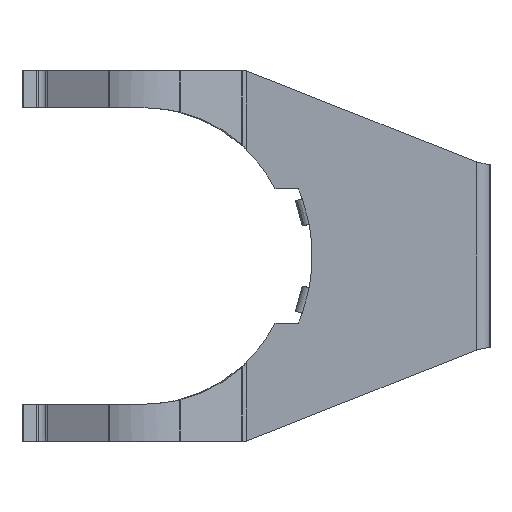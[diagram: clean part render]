
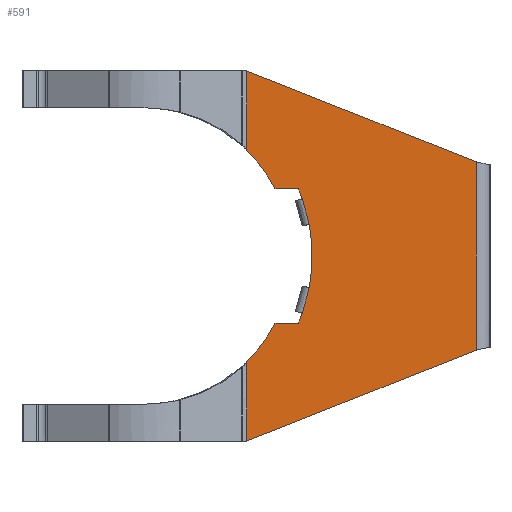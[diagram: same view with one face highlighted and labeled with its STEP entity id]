
A CAD part, left-side view. The second image highlights one B-rep face of the part: STEP entity #591.
In plain terms, the highlighted free-form (B-spline) face has degree [1, 1] with [2, 2] control points.
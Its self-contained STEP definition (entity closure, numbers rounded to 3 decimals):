
#426 = VERTEX_POINT('',#427);
#427 = CARTESIAN_POINT('',(-43.537,1.029,
    -9.157));
#503 = VERTEX_POINT('',#504);
#504 = CARTESIAN_POINT('',(-43.537,1.029,9.157
    ));
#579 = EDGE_CURVE('',#503,#426,#580,.T.);
#580 = B_SPLINE_CURVE_WITH_KNOTS('',1,(#581,#582),.UNSPECIFIED.,.F.,.F.,
  (2,2),(-17.793,0.),.PIECEWISE_BEZIER_KNOTS.);
#581 = CARTESIAN_POINT('',(-43.537,1.029,9.157
    ));
#582 = CARTESIAN_POINT('',(-43.537,1.029,
    -9.157));
#591 = ADVANCED_FACE('',(#592),#691,.F.);
#592 = FACE_BOUND('',#593,.T.);
#593 = EDGE_LOOP('',(#594,#603,#611,#619,#627,#635,#643,#650,#658,#665,
    #670,#671,#678,#685));
#594 = ORIENTED_EDGE('',*,*,#595,.F.);
#595 = EDGE_CURVE('',#596,#598,#600,.T.);
#596 = VERTEX_POINT('',#597);
#597 = CARTESIAN_POINT('',(-43.537,18.334,
    6.533));
#598 = VERTEX_POINT('',#599);
#599 = CARTESIAN_POINT('',(-43.537,20.607,
    6.533));
#600 = B_SPLINE_CURVE_WITH_KNOTS('',1,(#601,#602),.UNSPECIFIED.,.F.,.F.,
  (2,2),(17.813,20.022),.PIECEWISE_BEZIER_KNOTS.);
#601 = CARTESIAN_POINT('',(-43.537,18.334,
    6.533));
#602 = CARTESIAN_POINT('',(-43.537,20.607,
    6.533));
#603 = ORIENTED_EDGE('',*,*,#604,.T.);
#604 = EDGE_CURVE('',#596,#605,#607,.T.);
#605 = VERTEX_POINT('',#606);
#606 = CARTESIAN_POINT('',(-43.537,17.953,5.57
    ));
#607 = ( BOUNDED_CURVE() B_SPLINE_CURVE(2,(#608,#609,#610),
.UNSPECIFIED.,.F.,.F.) B_SPLINE_CURVE_WITH_KNOTS((3,3),(2.734,
2.797),.PIECEWISE_BEZIER_KNOTS.) CURVE() 
GEOMETRIC_REPRESENTATION_ITEM() RATIONAL_B_SPLINE_CURVE((1.,
1.,1.)) REPRESENTATION_ITEM('') );
#608 = CARTESIAN_POINT('',(-43.537,18.334,
    6.533));
#609 = CARTESIAN_POINT('',(-43.537,18.128,
    6.058));
#610 = CARTESIAN_POINT('',(-43.537,17.953,5.57
    ));
#611 = ORIENTED_EDGE('',*,*,#612,.T.);
#612 = EDGE_CURVE('',#605,#613,#615,.T.);
#613 = VERTEX_POINT('',#614);
#614 = CARTESIAN_POINT('',(-43.537,17.275,
    3.088));
#615 = ( BOUNDED_CURVE() B_SPLINE_CURVE(2,(#616,#617,#618),
.UNSPECIFIED.,.F.,.F.) B_SPLINE_CURVE_WITH_KNOTS((3,3),(2.797,
2.953),.PIECEWISE_BEZIER_KNOTS.) CURVE() 
GEOMETRIC_REPRESENTATION_ITEM() RATIONAL_B_SPLINE_CURVE((1.,
0.997,1.)) REPRESENTATION_ITEM('') );
#616 = CARTESIAN_POINT('',(-43.537,17.953,5.57
    ));
#617 = CARTESIAN_POINT('',(-43.537,17.517,
    4.355));
#618 = CARTESIAN_POINT('',(-43.537,17.275,
    3.088));
#619 = ORIENTED_EDGE('',*,*,#620,.T.);
#620 = EDGE_CURVE('',#613,#621,#623,.T.);
#621 = VERTEX_POINT('',#622);
#622 = CARTESIAN_POINT('',(-43.537,17.275,
    -3.088));
#623 = ( BOUNDED_CURVE() B_SPLINE_CURVE(2,(#624,#625,#626),
.UNSPECIFIED.,.F.,.F.) B_SPLINE_CURVE_WITH_KNOTS((3,3),(2.953,
3.33),.PIECEWISE_BEZIER_KNOTS.) CURVE() 
GEOMETRIC_REPRESENTATION_ITEM() RATIONAL_B_SPLINE_CURVE((1.,
0.982,1.)) REPRESENTATION_ITEM('') );
#624 = CARTESIAN_POINT('',(-43.537,17.275,
    3.088));
#625 = CARTESIAN_POINT('',(-43.537,16.685,
    0.));
#626 = CARTESIAN_POINT('',(-43.537,17.275,
    -3.088));
#627 = ORIENTED_EDGE('',*,*,#628,.T.);
#628 = EDGE_CURVE('',#621,#629,#631,.T.);
#629 = VERTEX_POINT('',#630);
#630 = CARTESIAN_POINT('',(-43.537,17.953,
    -5.57));
#631 = ( BOUNDED_CURVE() B_SPLINE_CURVE(2,(#632,#633,#634),
.UNSPECIFIED.,.F.,.F.) B_SPLINE_CURVE_WITH_KNOTS((3,3),(3.33,
3.487),.PIECEWISE_BEZIER_KNOTS.) CURVE() 
GEOMETRIC_REPRESENTATION_ITEM() RATIONAL_B_SPLINE_CURVE((1.,
0.997,1.)) REPRESENTATION_ITEM('') );
#632 = CARTESIAN_POINT('',(-43.537,17.275,
    -3.088));
#633 = CARTESIAN_POINT('',(-43.537,17.517,
    -4.355));
#634 = CARTESIAN_POINT('',(-43.537,17.953,
    -5.57));
#635 = ORIENTED_EDGE('',*,*,#636,.F.);
#636 = EDGE_CURVE('',#637,#629,#639,.T.);
#637 = VERTEX_POINT('',#638);
#638 = CARTESIAN_POINT('',(-43.537,18.334,
    -6.533));
#639 = ( BOUNDED_CURVE() B_SPLINE_CURVE(2,(#640,#641,#642),
.UNSPECIFIED.,.F.,.F.) B_SPLINE_CURVE_WITH_KNOTS((3,3),(2.734,
2.797),.PIECEWISE_BEZIER_KNOTS.) CURVE() 
GEOMETRIC_REPRESENTATION_ITEM() RATIONAL_B_SPLINE_CURVE((1.,
1.,1.)) REPRESENTATION_ITEM('') );
#640 = CARTESIAN_POINT('',(-43.537,18.334,
    -6.533));
#641 = CARTESIAN_POINT('',(-43.537,18.128,
    -6.058));
#642 = CARTESIAN_POINT('',(-43.537,17.953,
    -5.57));
#643 = ORIENTED_EDGE('',*,*,#644,.T.);
#644 = EDGE_CURVE('',#637,#645,#647,.T.);
#645 = VERTEX_POINT('',#646);
#646 = CARTESIAN_POINT('',(-43.537,20.607,
    -6.533));
#647 = B_SPLINE_CURVE_WITH_KNOTS('',1,(#648,#649),.UNSPECIFIED.,.F.,.F.,
  (2,2),(17.813,20.022),.PIECEWISE_BEZIER_KNOTS.);
#648 = CARTESIAN_POINT('',(-43.537,18.334,
    -6.533));
#649 = CARTESIAN_POINT('',(-43.537,20.607,
    -6.533));
#650 = ORIENTED_EDGE('',*,*,#651,.T.);
#651 = EDGE_CURVE('',#645,#652,#654,.T.);
#652 = VERTEX_POINT('',#653);
#653 = CARTESIAN_POINT('',(-43.537,23.364,
    -10.29));
#654 = ( BOUNDED_CURVE() B_SPLINE_CURVE(2,(#655,#656,#657),
.UNSPECIFIED.,.F.,.F.) B_SPLINE_CURVE_WITH_KNOTS((3,3),(3.612,
3.937),.PIECEWISE_BEZIER_KNOTS.) CURVE() 
GEOMETRIC_REPRESENTATION_ITEM() RATIONAL_B_SPLINE_CURVE((1.,
0.987,1.)) REPRESENTATION_ITEM('') );
#655 = CARTESIAN_POINT('',(-43.537,20.607,
    -6.533));
#656 = CARTESIAN_POINT('',(-43.537,21.678,
    -8.638));
#657 = CARTESIAN_POINT('',(-43.537,23.364,
    -10.29));
#658 = ORIENTED_EDGE('',*,*,#659,.T.);
#659 = EDGE_CURVE('',#652,#660,#662,.T.);
#660 = VERTEX_POINT('',#661);
#661 = CARTESIAN_POINT('',(-43.537,23.364,
    -18.012));
#662 = B_SPLINE_CURVE_WITH_KNOTS('',1,(#663,#664),.UNSPECIFIED.,.F.,.F.,
  (2,2),(9.998,17.5),.PIECEWISE_BEZIER_KNOTS.);
#663 = CARTESIAN_POINT('',(-43.537,23.364,
    -10.29));
#664 = CARTESIAN_POINT('',(-43.537,23.364,
    -18.012));
#665 = ORIENTED_EDGE('',*,*,#666,.T.);
#666 = EDGE_CURVE('',#660,#426,#667,.T.);
#667 = B_SPLINE_CURVE_WITH_KNOTS('',1,(#668,#669),.UNSPECIFIED.,.F.,.F.,
  (2,2),(-27.552,-4.209),.PIECEWISE_BEZIER_KNOTS.);
#668 = CARTESIAN_POINT('',(-43.537,23.364,
    -18.012));
#669 = CARTESIAN_POINT('',(-43.537,1.029,
    -9.157));
#670 = ORIENTED_EDGE('',*,*,#579,.F.);
#671 = ORIENTED_EDGE('',*,*,#672,.T.);
#672 = EDGE_CURVE('',#503,#673,#675,.T.);
#673 = VERTEX_POINT('',#674);
#674 = CARTESIAN_POINT('',(-43.537,23.364,
    18.012));
#675 = B_SPLINE_CURVE_WITH_KNOTS('',1,(#676,#677),.UNSPECIFIED.,.F.,.F.,
  (2,2),(4.209,27.552),.PIECEWISE_BEZIER_KNOTS.);
#676 = CARTESIAN_POINT('',(-43.537,1.029,9.157
    ));
#677 = CARTESIAN_POINT('',(-43.537,23.364,
    18.012));
#678 = ORIENTED_EDGE('',*,*,#679,.T.);
#679 = EDGE_CURVE('',#673,#680,#682,.T.);
#680 = VERTEX_POINT('',#681);
#681 = CARTESIAN_POINT('',(-43.537,23.364,
    10.29));
#682 = B_SPLINE_CURVE_WITH_KNOTS('',1,(#683,#684),.UNSPECIFIED.,.F.,.F.,
  (2,2),(-17.5,-9.998),.PIECEWISE_BEZIER_KNOTS.);
#683 = CARTESIAN_POINT('',(-43.537,23.364,
    18.012));
#684 = CARTESIAN_POINT('',(-43.537,23.364,
    10.29));
#685 = ORIENTED_EDGE('',*,*,#686,.T.);
#686 = EDGE_CURVE('',#680,#598,#687,.T.);
#687 = ( BOUNDED_CURVE() B_SPLINE_CURVE(2,(#688,#689,#690),
.UNSPECIFIED.,.F.,.F.) B_SPLINE_CURVE_WITH_KNOTS((3,3),(2.346,
2.671),.PIECEWISE_BEZIER_KNOTS.) CURVE() 
GEOMETRIC_REPRESENTATION_ITEM() RATIONAL_B_SPLINE_CURVE((1.,
0.987,1.)) REPRESENTATION_ITEM('') );
#688 = CARTESIAN_POINT('',(-43.537,23.364,
    10.29));
#689 = CARTESIAN_POINT('',(-43.537,21.678,8.638
    ));
#690 = CARTESIAN_POINT('',(-43.537,20.607,
    6.533));
#691 = B_SPLINE_SURFACE_WITH_KNOTS('',1,1,(
    (#692,#693)
    ,(#694,#695
    )),.UNSPECIFIED.,.F.,.F.,.F.,(2,2),(2,2),(1.,22.7),(-17.5,17.5),
  .PIECEWISE_BEZIER_KNOTS.);
#692 = CARTESIAN_POINT('',(-43.537,1.029,
    -18.012));
#693 = CARTESIAN_POINT('',(-43.537,1.029,
    18.012));
#694 = CARTESIAN_POINT('',(-43.537,23.364,
    -18.012));
#695 = CARTESIAN_POINT('',(-43.537,23.364,
    18.012));
